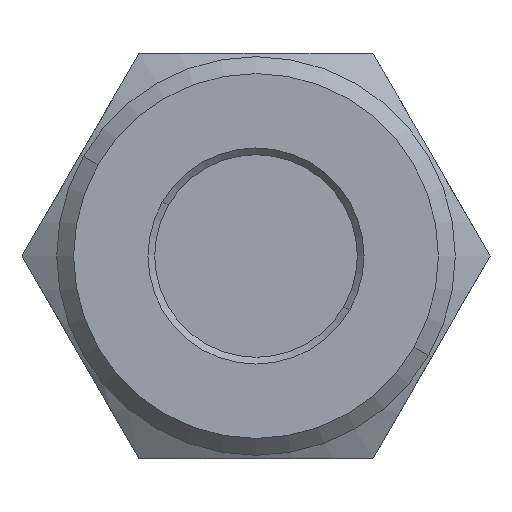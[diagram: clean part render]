
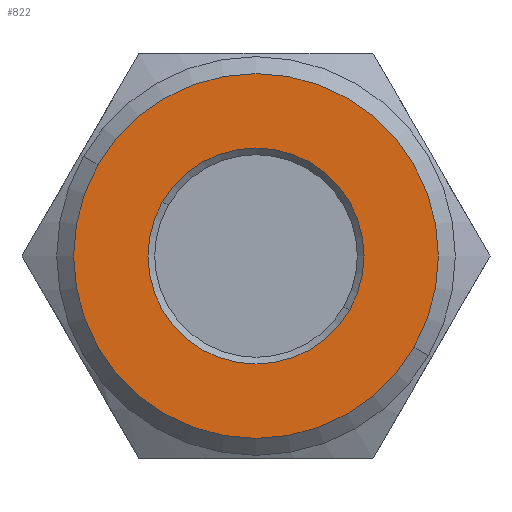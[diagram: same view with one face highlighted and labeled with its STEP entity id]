
A CAD part, front view. The second image highlights one B-rep face of the part: STEP entity #822.
In plain terms, the highlighted planar face has unit normal (0, -1, 0).
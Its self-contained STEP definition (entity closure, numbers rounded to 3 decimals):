
#7 = VERTEX_POINT ( 'NONE', #1048 ) ;
#12 = VERTEX_POINT ( 'NONE', #1033 ) ;
#21 = VERTEX_POINT ( 'NONE', #999 ) ;
#61 = VERTEX_POINT ( 'NONE', #1073 ) ;
#109 = CARTESIAN_POINT ( 'NONE',  ( 0., -7.5, 0. ) ) ;
#110 = DIRECTION ( 'NONE',  ( 0., -1., 0. ) ) ;
#111 = DIRECTION ( 'NONE',  ( -0.866, 0., 0.5 ) ) ;
#278 = DIRECTION ( 'NONE',  ( 0., -1., 0. ) ) ;
#279 = CARTESIAN_POINT ( 'NONE',  ( -2.95, -7.5, -5.11 ) ) ;
#281 = PLANE ( 'NONE',  #918 ) ;
#283 = DIRECTION ( 'NONE',  ( -0.866, 0., 0.5 ) ) ;
#507 = DIRECTION ( 'NONE',  ( 0.866, 0., -0.5 ) ) ;
#509 = DIRECTION ( 'NONE',  ( 0., 1., 0. ) ) ;
#513 = CARTESIAN_POINT ( 'NONE',  ( 0., -7.5, 0. ) ) ;
#561 = EDGE_CURVE ( 'NONE', #21, #7, #1397, .T. ) ;
#562 = EDGE_CURVE ( 'NONE', #12, #61, #1401, .T. ) ;
#593 = EDGE_CURVE ( 'NONE', #61, #12, #1426, .T. ) ;
#718 = EDGE_CURVE ( 'NONE', #7, #21, #1540, .T. ) ;
#733 = AXIS2_PLACEMENT_3D ( 'NONE', #992, #989, #988 ) ;
#734 = AXIS2_PLACEMENT_3D ( 'NONE', #984, #983, #980 ) ;
#745 = AXIS2_PLACEMENT_3D ( 'NONE', #513, #509, #507 ) ;
#822 = ADVANCED_FACE ( 'NONE', ( #1629, #1631 ), #281, .T. ) ;
#869 = AXIS2_PLACEMENT_3D ( 'NONE', #109, #110, #111 ) ;
#918 = AXIS2_PLACEMENT_3D ( 'NONE', #279, #278, #283 ) ;
#980 = DIRECTION ( 'NONE',  ( 0.866, 0., -0.5 ) ) ;
#983 = DIRECTION ( 'NONE',  ( 0., 1., 0. ) ) ;
#984 = CARTESIAN_POINT ( 'NONE',  ( 0., -7.5, 0. ) ) ;
#988 = DIRECTION ( 'NONE',  ( -0.866, 0., 0.5 ) ) ;
#989 = DIRECTION ( 'NONE',  ( 0., -1., 0. ) ) ;
#992 = CARTESIAN_POINT ( 'NONE',  ( 0., -7.5, 0. ) ) ;
#999 = CARTESIAN_POINT ( 'NONE',  ( 4.677, -7.5, -2.7 ) ) ;
#1033 = CARTESIAN_POINT ( 'NONE',  ( 2.771, -7.5, -1.6 ) ) ;
#1048 = CARTESIAN_POINT ( 'NONE',  ( -4.677, -7.5, 2.7 ) ) ;
#1073 = CARTESIAN_POINT ( 'NONE',  ( -2.771, -7.5, 1.6 ) ) ;
#1397 = CIRCLE ( 'NONE', #733, 5.4 ) ;
#1401 = CIRCLE ( 'NONE', #734, 3.2 ) ;
#1426 = CIRCLE ( 'NONE', #745, 3.2 ) ;
#1540 = CIRCLE ( 'NONE', #869, 5.4 ) ;
#1629 = FACE_OUTER_BOUND ( 'NONE', #2144, .T. ) ;
#1631 = FACE_BOUND ( 'NONE', #2149, .T. ) ;
#2081 = ORIENTED_EDGE ( 'NONE', *, *, #561, .T. ) ;
#2082 = ORIENTED_EDGE ( 'NONE', *, *, #718, .T. ) ;
#2083 = ORIENTED_EDGE ( 'NONE', *, *, #593, .T. ) ;
#2084 = ORIENTED_EDGE ( 'NONE', *, *, #562, .T. ) ;
#2144 = EDGE_LOOP ( 'NONE', ( #2081, #2082 ) ) ;
#2149 = EDGE_LOOP ( 'NONE', ( #2083, #2084 ) ) ;
